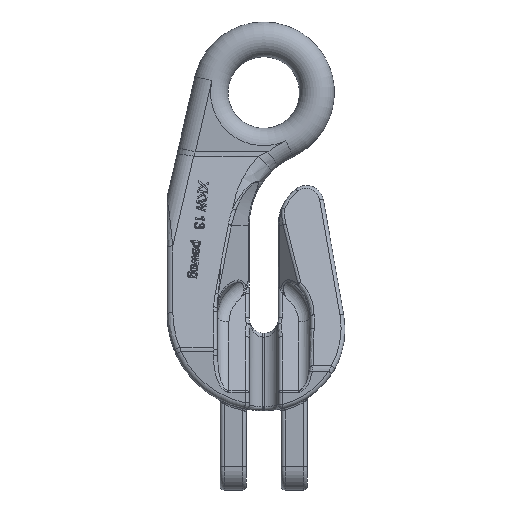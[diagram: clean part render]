
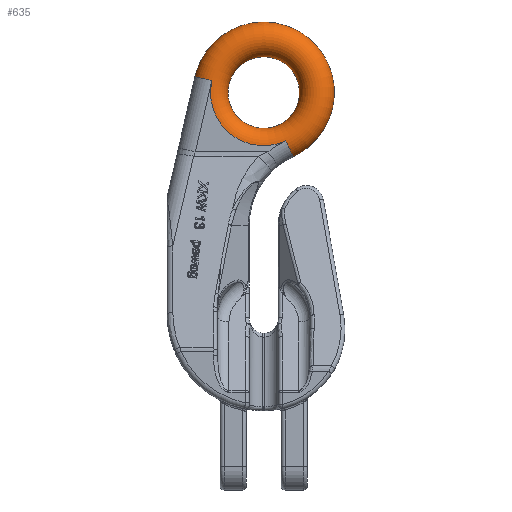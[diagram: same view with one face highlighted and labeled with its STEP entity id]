
A CAD part, top view. The second image highlights one B-rep face of the part: STEP entity #635.
In plain terms, the highlighted toroidal (fillet/blend) face has major radius 27.5 mm and minor radius 9 mm.
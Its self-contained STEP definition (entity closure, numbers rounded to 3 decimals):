
#237=TOROIDAL_SURFACE('',#7632,27.5,9.);
#384=CIRCLE('',#7588,27.5);
#394=CIRCLE('',#7629,9.);
#395=CIRCLE('',#7630,27.5);
#396=CIRCLE('',#7631,9.);
#635=ADVANCED_FACE('',(#1210),#237,.T.);
#1210=FACE_OUTER_BOUND('',#1791,.T.);
#1791=EDGE_LOOP('',(#3517,#3518,#3519,#3520));
#3517=ORIENTED_EDGE('',*,*,#6268,.T.);
#3518=ORIENTED_EDGE('',*,*,#6336,.T.);
#3519=ORIENTED_EDGE('',*,*,#6337,.F.);
#3520=ORIENTED_EDGE('',*,*,#6338,.F.);
#5593=VERTEX_POINT('',#11455);
#5594=VERTEX_POINT('',#11457);
#5641=VERTEX_POINT('',#11721);
#5642=VERTEX_POINT('',#11723);
#6268=EDGE_CURVE('',#5594,#5593,#384,.T.);
#6336=EDGE_CURVE('',#5593,#5641,#394,.T.);
#6337=EDGE_CURVE('',#5642,#5641,#395,.T.);
#6338=EDGE_CURVE('',#5594,#5642,#396,.T.);
#7588=AXIS2_PLACEMENT_3D('',#11456,#8430,#8431);
#7629=AXIS2_PLACEMENT_3D('',#11720,#8539,#8540);
#7630=AXIS2_PLACEMENT_3D('',#11722,#8541,#8542);
#7631=AXIS2_PLACEMENT_3D('',#11724,#8543,#8544);
#7632=AXIS2_PLACEMENT_3D('',#11725,#8545,#8546);
#8430=DIRECTION('',(0.,0.,-1.));
#8431=DIRECTION('',(0.,-1.,0.));
#8539=DIRECTION('',(0.225,0.974,0.));
#8540=DIRECTION('',(0.974,-0.225,0.));
#8541=DIRECTION('',(0.,0.,-1.));
#8542=DIRECTION('',(0.,-1.,0.));
#8543=DIRECTION('',(-0.909,-0.417,0.));
#8544=DIRECTION('',(-0.417,0.909,0.));
#8545=DIRECTION('',(0.,0.,-1.));
#8546=DIRECTION('',(0.,-1.,0.));
#11455=CARTESIAN_POINT('',(-26.795,130.686,-9.));
#11456=CARTESIAN_POINT('',(0.,124.5,-9.));
#11457=CARTESIAN_POINT('',(11.474,99.508,-9.));
#11720=CARTESIAN_POINT('',(-26.795,130.686,0.));
#11721=CARTESIAN_POINT('',(-26.795,130.686,9.));
#11722=CARTESIAN_POINT('',(0.,124.5,9.));
#11723=CARTESIAN_POINT('',(11.474,99.508,9.));
#11724=CARTESIAN_POINT('',(11.474,99.508,0.));
#11725=CARTESIAN_POINT('',(0.,124.5,0.));
